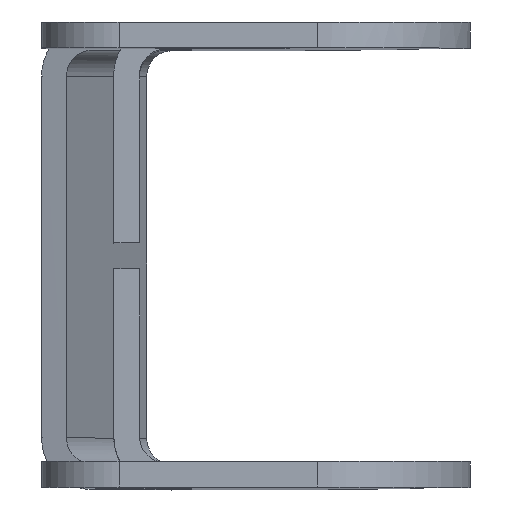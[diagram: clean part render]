
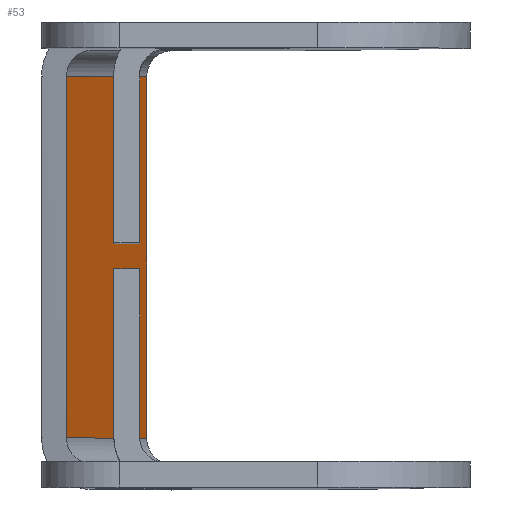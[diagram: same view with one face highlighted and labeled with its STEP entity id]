
A CAD part, top view. The second image highlights one B-rep face of the part: STEP entity #53.
In plain terms, the highlighted free-form (B-spline) face has degree [1, 2] with [2, 3] control points.
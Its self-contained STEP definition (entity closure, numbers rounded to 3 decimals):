
#53=ADVANCED_FACE('',(#107),#945,.T.);
#107=FACE_OUTER_BOUND('',#162,.T.);
#162=EDGE_LOOP('',(#334,#335,#336,#337));
#334=ORIENTED_EDGE('',*,*,#587,.F.);
#335=ORIENTED_EDGE('',*,*,#579,.F.);
#336=ORIENTED_EDGE('',*,*,#583,.F.);
#337=ORIENTED_EDGE('',*,*,#578,.F.);
#578=EDGE_CURVE('',#876,#877,#740,.T.);
#579=EDGE_CURVE('',#874,#875,#741,.T.);
#583=EDGE_CURVE('',#877,#874,#745,.T.);
#587=EDGE_CURVE('',#875,#876,#749,.T.);
#740=(
BOUNDED_CURVE()
B_SPLINE_CURVE(1,(#1614,#1615),.UNSPECIFIED.,.F.,.F.)
B_SPLINE_CURVE_WITH_KNOTS((2,2),(-8.,-1.),.UNSPECIFIED.)
CURVE()
GEOMETRIC_REPRESENTATION_ITEM()
RATIONAL_B_SPLINE_CURVE((1.,1.))
REPRESENTATION_ITEM('')
);
#741=(
BOUNDED_CURVE()
B_SPLINE_CURVE(1,(#1616,#1617),.UNSPECIFIED.,.F.,.F.)
B_SPLINE_CURVE_WITH_KNOTS((2,2),(1.,8.),.UNSPECIFIED.)
CURVE()
GEOMETRIC_REPRESENTATION_ITEM()
RATIONAL_B_SPLINE_CURVE((1.,1.))
REPRESENTATION_ITEM('')
);
#745=(
BOUNDED_CURVE()
B_SPLINE_CURVE(1,(#1626,#1627),.UNSPECIFIED.,.F.,.F.)
B_SPLINE_CURVE_WITH_KNOTS((2,2),(0.,6.),
 .UNSPECIFIED.)
CURVE()
GEOMETRIC_REPRESENTATION_ITEM()
RATIONAL_B_SPLINE_CURVE((1.,1.))
REPRESENTATION_ITEM('')
);
#749=(
BOUNDED_CURVE()
B_SPLINE_CURVE(1,(#1636,#1637),.UNSPECIFIED.,.F.,.F.)
B_SPLINE_CURVE_WITH_KNOTS((2,2),(-6.,0.),
 .UNSPECIFIED.)
CURVE()
GEOMETRIC_REPRESENTATION_ITEM()
RATIONAL_B_SPLINE_CURVE((1.,1.))
REPRESENTATION_ITEM('')
);
#874=VERTEX_POINT('',#1360);
#875=VERTEX_POINT('',#1361);
#876=VERTEX_POINT('',#1362);
#877=VERTEX_POINT('',#1363);
#945=(
BOUNDED_SURFACE()
B_SPLINE_SURFACE(1,2,((#1140,#1141,#1142),(#1143,#1144,#1145)),
 .UNSPECIFIED.,.F.,.F.,.F.)
B_SPLINE_SURFACE_WITH_KNOTS((2,2),(3,3),(0.23,8.77),(-63.391,
-56.068),.UNSPECIFIED.)
GEOMETRIC_REPRESENTATION_ITEM()
RATIONAL_B_SPLINE_SURFACE(((1.,1.,1.),(1.,1.,1.)))
REPRESENTATION_ITEM('')
SURFACE()
);
#1140=CARTESIAN_POINT('',(13.557,-4.27,5.241));
#1141=CARTESIAN_POINT('',(12.609,-4.27,8.777));
#1142=CARTESIAN_POINT('',(11.662,-4.27,12.314));
#1143=CARTESIAN_POINT('',(13.557,4.27,5.241));
#1144=CARTESIAN_POINT('',(12.609,4.27,8.777));
#1145=CARTESIAN_POINT('',(11.662,4.27,12.314));
#1360=CARTESIAN_POINT('',(11.833,-3.5,11.675));
#1361=CARTESIAN_POINT('',(11.833,3.5,11.675));
#1362=CARTESIAN_POINT('',(13.386,3.5,5.879));
#1363=CARTESIAN_POINT('',(13.386,-3.5,5.879));
#1614=CARTESIAN_POINT('',(13.386,3.5,5.879));
#1615=CARTESIAN_POINT('',(13.386,-3.5,5.879));
#1616=CARTESIAN_POINT('',(11.833,-3.5,11.675));
#1617=CARTESIAN_POINT('',(11.833,3.5,11.675));
#1626=CARTESIAN_POINT('',(13.386,-3.5,5.879));
#1627=CARTESIAN_POINT('',(11.833,-3.5,11.675));
#1636=CARTESIAN_POINT('',(11.833,3.5,11.675));
#1637=CARTESIAN_POINT('',(13.386,3.5,5.879));
